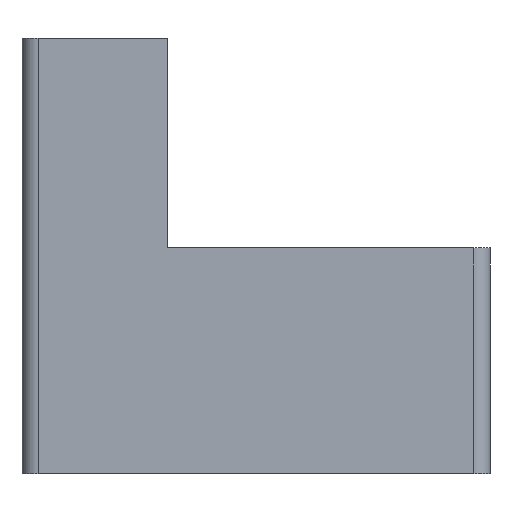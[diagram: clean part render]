
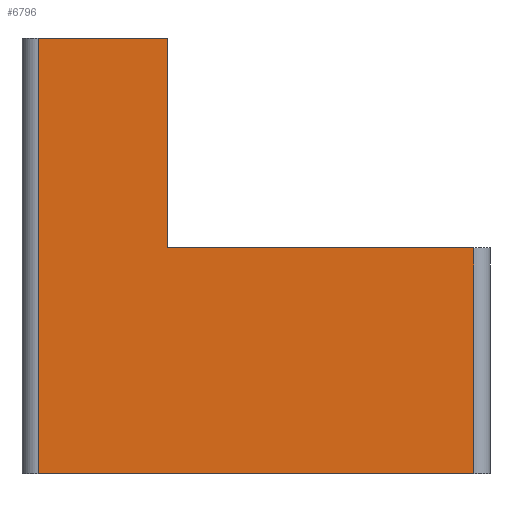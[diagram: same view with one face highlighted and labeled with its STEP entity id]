
A CAD part, left-side view. The second image highlights one B-rep face of the part: STEP entity #6796.
In plain terms, the highlighted planar face has unit normal (-1, 0, 0).
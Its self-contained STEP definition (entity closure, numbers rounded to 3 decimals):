
#275=DIRECTION('',(0.,0.,1.));
#276=VECTOR('',#275,28.);
#277=CARTESIAN_POINT('',(-25.25,-18.25,0.));
#278=LINE('',#277,#276);
#283=DIRECTION('',(0.,1.,0.));
#284=VECTOR('',#283,54.);
#285=CARTESIAN_POINT('',(-25.25,-18.25,0.));
#286=LINE('',#285,#284);
#287=DIRECTION('',(0.,-1.,0.));
#288=VECTOR('',#287,38.);
#289=CARTESIAN_POINT('',(-25.25,19.75,28.));
#290=LINE('',#289,#288);
#295=DIRECTION('',(0.,0.,-1.));
#296=VECTOR('',#295,54.);
#297=CARTESIAN_POINT('',(-25.25,35.75,54.));
#298=LINE('',#297,#296);
#1264=DIRECTION('',(0.,0.,1.));
#1265=VECTOR('',#1264,26.);
#1266=CARTESIAN_POINT('',(-25.25,19.75,28.));
#1267=LINE('',#1266,#1265);
#1292=DIRECTION('',(0.,1.,0.));
#1293=VECTOR('',#1292,16.);
#1294=CARTESIAN_POINT('',(-25.25,19.75,54.));
#1295=LINE('',#1294,#1293);
#5127=CARTESIAN_POINT('',(-25.25,35.75,0.));
#5128=VERTEX_POINT('',#5127);
#5129=CARTESIAN_POINT('',(-25.25,-18.25,0.));
#5130=VERTEX_POINT('',#5129);
#5208=CARTESIAN_POINT('',(-25.25,19.75,54.));
#5209=VERTEX_POINT('',#5208);
#5210=CARTESIAN_POINT('',(-25.25,19.75,28.));
#5211=VERTEX_POINT('',#5210);
#5216=CARTESIAN_POINT('',(-25.25,35.75,54.));
#5217=VERTEX_POINT('',#5216);
#5938=CARTESIAN_POINT('',(-25.25,-18.25,28.));
#5939=VERTEX_POINT('',#5938);
#6779=CARTESIAN_POINT('',(-25.25,37.75,0.));
#6780=DIRECTION('',(-1.,0.,0.));
#6781=DIRECTION('',(0.,-1.,0.));
#6782=AXIS2_PLACEMENT_3D('',#6779,#6780,#6781);
#6783=PLANE('',#6782);
#6784=ORIENTED_EDGE('',*,*,#6771,.F.);
#6785=ORIENTED_EDGE('',*,*,#6695,.T.);
#6787=ORIENTED_EDGE('',*,*,#6786,.F.);
#6789=ORIENTED_EDGE('',*,*,#6788,.F.);
#6791=ORIENTED_EDGE('',*,*,#6790,.F.);
#6793=ORIENTED_EDGE('',*,*,#6792,.T.);
#6794=EDGE_LOOP('',(#6784,#6785,#6787,#6789,#6791,#6793));
#6795=FACE_OUTER_BOUND('',#6794,.F.);
#6796=ADVANCED_FACE('',(#6795),#6783,.T.);
#6695=EDGE_CURVE('',#5130,#5128,#286,.T.);
#6771=EDGE_CURVE('',#5130,#5939,#278,.T.);
#6786=EDGE_CURVE('',#5217,#5128,#298,.T.);
#6788=EDGE_CURVE('',#5209,#5217,#1295,.T.);
#6790=EDGE_CURVE('',#5211,#5209,#1267,.T.);
#6792=EDGE_CURVE('',#5211,#5939,#290,.T.);
